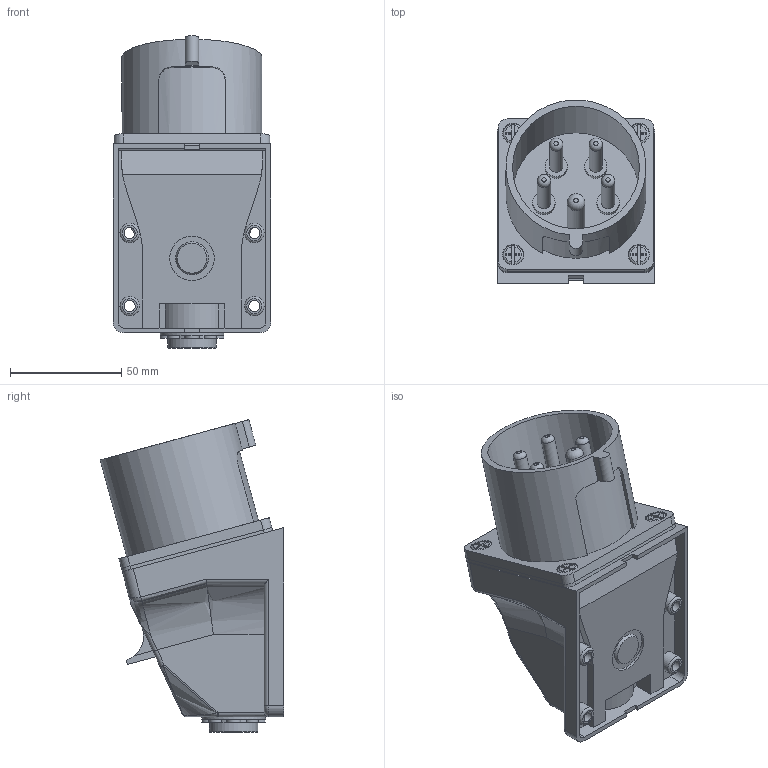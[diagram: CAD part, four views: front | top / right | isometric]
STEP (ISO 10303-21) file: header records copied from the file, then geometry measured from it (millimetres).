
FILE_DESCRIPTION (( 'STEP AP203' ), '1' );
FILE_NAME ('ps-525-32-380.ÃÌ Âèëêà ñòàöèîíàðíàÿ 525 3Ð+ÐÅ+N 32À 380Â IP44 EKF.STEP', '2025-10-01T06:40:55', ( '' ), ( '' ), 'SwSTEP 2.0', 'SolidWorks 2021', '' );
FILE_SCHEMA (( 'CONFIG_CONTROL_DESIGN' ));
Length unit declared in the file: millimetre
Products named in the file (3): Êîïèÿ ps-525-32-380 âèëêà^ps-525-32-380.ÃÌ Âèëêà ñòàöèîíàðíàÿ 525 3Ð+ÐÅ+N 32À 380Â IP44 EKF_00; Êîïèÿ Êîðïóñ-ñòàöèîíàðêè_00; ps-525-32-380.ÃÌ Âèëêà ñòàöèîíàðíàÿ 525 3Ð+ÐÅ+N 32À 380Â IP44 EKF
Assembly tree (2 placements, depth 2):
  ps-525-32-380.ÃÌ Âèëêà ñòàöèîíàðíàÿ 525 3Ð+ÐÅ+N 32À 380Â IP44 EKF
    Êîïèÿ ps-525-32-380 âèëêà^ps-525-32-380.ÃÌ Âèëêà ñòàöèîíàðíàÿ 525 3Ð+ÐÅ+N 32À 380Â IP44 EKF_00
    Êîïèÿ Êîðïóñ-ñòàöèîíàðêè_00
Bounding box: 71 x 82.47 x 140.58 mm (x, y, z)
Volume: 303567.5 mm3; surface area: 67358.9 mm2
Topology: 2 solids, 2 shells, 294 faces, 718 edges, 455 vertices
Faces by surface type: plane 151, cylinder 96, torus 20, bspline 20, sphere 6, cone 1
Full cylindrical faces by diameter (mm): 4 x4, 5 x4, 6 x4, 6.75 x1, 8 x1, 8.75 x4, 9.3 x8, 9.5 x8, 10 x4, 20 x1, 21.75 x1, 28.6 x1, 57 x1, 63 x1
Entity records: 9722 total; most frequent: CARTESIAN_POINT 2898, DIRECTION 1349, ORIENTED_EDGE 1280, EDGE_CURVE 640, AXIS2_PLACEMENT_3D 504, VERTEX_POINT 437, EDGE_LOOP 389, FACE_OUTER_BOUND 347
